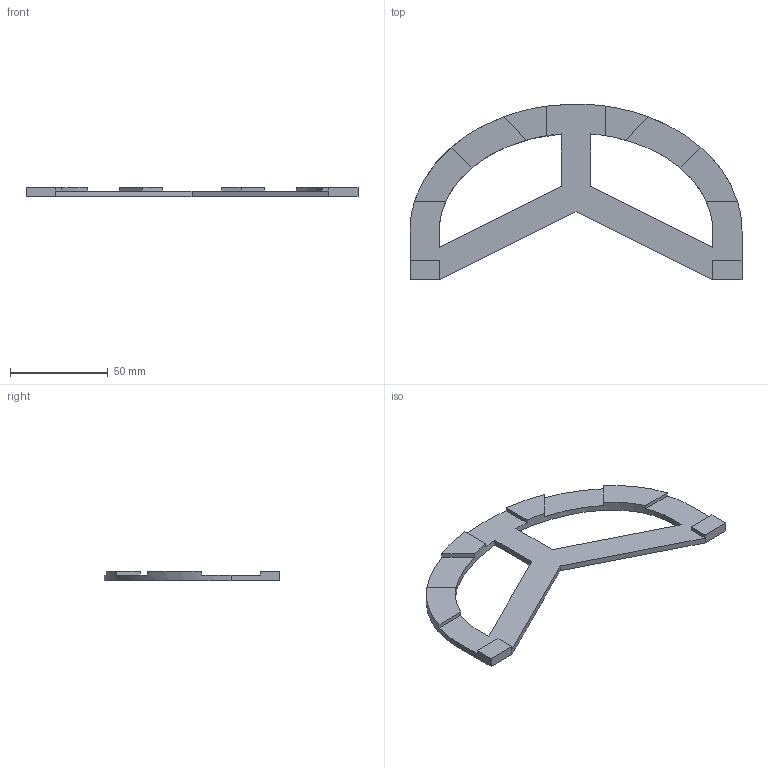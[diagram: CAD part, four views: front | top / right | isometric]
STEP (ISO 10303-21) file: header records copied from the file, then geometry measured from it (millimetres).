
FILE_DESCRIPTION(/* description */ (''),/* implementation_level */ '2;1');
FILE_NAME(/* name */ 'Laseraufbau.stp',/* time_stamp */ '2013-12-10T18:45:05+01:00',/* author */ ('Juri'),/* organization */ (''),/* preprocessor_version */ 'ST-DEVELOPER v15.2',/* originating_system */ 'Autodesk Inventor 2014',/* authorisation */ '');
FILE_SCHEMA (('AUTOMOTIVE_DESIGN { 1 0 10303 214 3 1 1 }'));
Length unit declared in the file: millimetre
Products named in the file (1): Laseraufbau
Bounding box: 170 x 89.99 x 5 mm (x, y, z)
Volume: 23231.7 mm3; surface area: 16689.2 mm2
Topology: 1 solids, 1 shells, 37 faces, 109 edges, 72 vertices
Faces by surface type: plane 34, bspline 3
Entity records: 1272 total; most frequent: CARTESIAN_POINT 238, ORIENTED_EDGE 218, DIRECTION 201, EDGE_CURVE 109, LINE 87, VECTOR 87, VERTEX_POINT 72, AXIS2_PLACEMENT_3D 57
